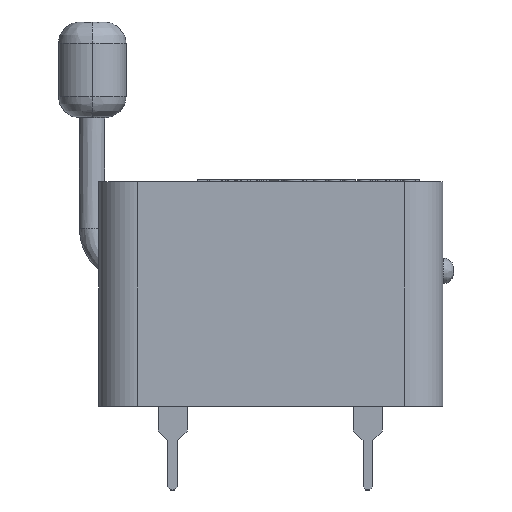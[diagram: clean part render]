
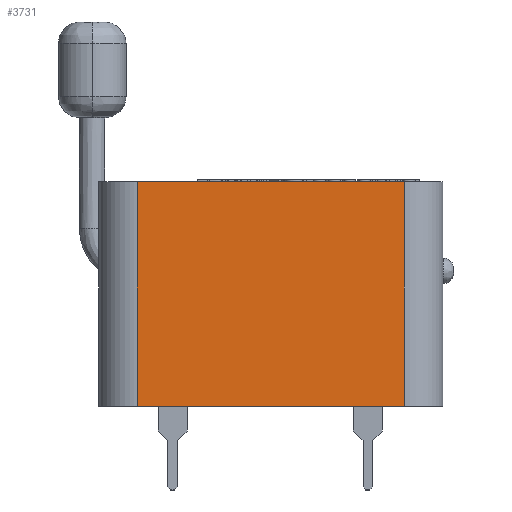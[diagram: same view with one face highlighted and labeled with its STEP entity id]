
A CAD part, left-side view. The second image highlights one B-rep face of the part: STEP entity #3731.
In plain terms, the highlighted planar face has unit normal (-1, 0, 0).
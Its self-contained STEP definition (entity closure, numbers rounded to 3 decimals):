
#2153=B_SPLINE_CURVE_WITH_KNOTS('',1,(#32494,#32495),.UNSPECIFIED.,.F.,.F.,
(2,2),(100.8,114.6),.UNSPECIFIED.);
#2154=B_SPLINE_CURVE_WITH_KNOTS('',1,(#32496,#32497),.UNSPECIFIED.,.F.,.F.,
(2,2),(100.8,114.6),.UNSPECIFIED.);
#2159=B_SPLINE_CURVE_WITH_KNOTS('',1,(#32506,#32507),.UNSPECIFIED.,.F.,.F.,
(2,2),(0.,11.6),.UNSPECIFIED.);
#2160=B_SPLINE_CURVE_WITH_KNOTS('',1,(#32508,#32509),.UNSPECIFIED.,.F.,.F.,
(2,2),(0.,11.6),.UNSPECIFIED.);
#3731=ADVANCED_FACE('',(#4872),#16864,.T.);
#4872=FACE_OUTER_BOUND('',#6041,.T.);
#6041=EDGE_LOOP('',(#10574,#10575,#10576,#10577));
#10574=ORIENTED_EDGE('',*,*,#13724,.T.);
#10575=ORIENTED_EDGE('',*,*,#13718,.T.);
#10576=ORIENTED_EDGE('',*,*,#13725,.T.);
#10577=ORIENTED_EDGE('',*,*,#13719,.F.);
#13718=EDGE_CURVE('',#15839,#15838,#2153,.T.);
#13719=EDGE_CURVE('',#15841,#15840,#2154,.T.);
#13724=EDGE_CURVE('',#15841,#15839,#2159,.T.);
#13725=EDGE_CURVE('',#15838,#15840,#2160,.T.);
#15838=VERTEX_POINT('',#32172);
#15839=VERTEX_POINT('',#32173);
#15840=VERTEX_POINT('',#32174);
#15841=VERTEX_POINT('',#32175);
#16864=PLANE('',#17966);
#17966=AXIS2_PLACEMENT_3D('',#31598,#18869,$);
#18869=DIRECTION('',(-1.,0.,0.));
#31598=CARTESIAN_POINT('',(22.3,-2.4,0.));
#32172=CARTESIAN_POINT('',(22.3,-18.2,0.));
#32173=CARTESIAN_POINT('',(22.3,-4.4,0.));
#32174=CARTESIAN_POINT('',(22.3,-18.2,11.6));
#32175=CARTESIAN_POINT('',(22.3,-4.4,11.6));
#32494=CARTESIAN_POINT('',(22.3,-4.4,0.));
#32495=CARTESIAN_POINT('',(22.3,-18.2,0.));
#32496=CARTESIAN_POINT('',(22.3,-4.4,11.6));
#32497=CARTESIAN_POINT('',(22.3,-18.2,11.6));
#32506=CARTESIAN_POINT('',(22.3,-4.4,11.6));
#32507=CARTESIAN_POINT('',(22.3,-4.4,0.));
#32508=CARTESIAN_POINT('',(22.3,-18.2,0.));
#32509=CARTESIAN_POINT('',(22.3,-18.2,11.6));
